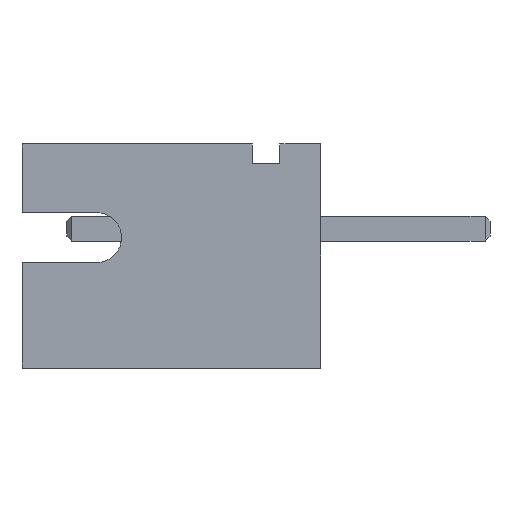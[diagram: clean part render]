
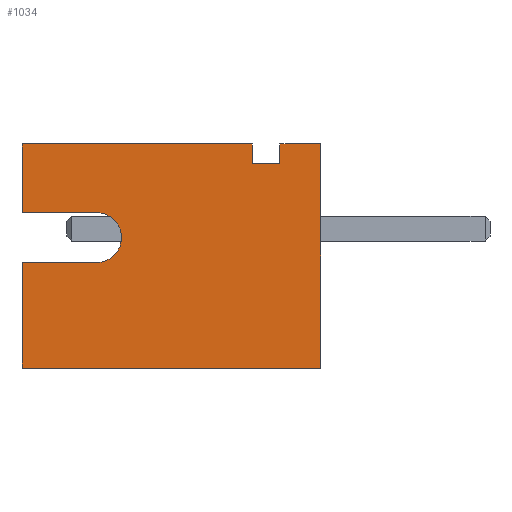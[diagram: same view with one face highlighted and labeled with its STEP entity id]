
A CAD part, left-side view. The second image highlights one B-rep face of the part: STEP entity #1034.
In plain terms, the highlighted planar face has unit normal (-1, 0, 0).
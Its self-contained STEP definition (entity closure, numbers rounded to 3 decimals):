
#5 = AXIS2_PLACEMENT_3D ( 'NONE', #4310, #5240, #3448 ) ;
#116 = CARTESIAN_POINT ( 'NONE',  ( -1.95, 6., 1.7 ) ) ;
#137 = EDGE_CURVE ( 'NONE', #1266, #5280, #1441, .T. ) ;
#177 = EDGE_CURVE ( 'NONE', #5095, #1407, #3492, .T. ) ;
#232 = LINE ( 'NONE', #268, #2719 ) ;
#268 = CARTESIAN_POINT ( 'NONE',  ( -1.95, 1.38, 1.3 ) ) ;
#407 = EDGE_CURVE ( 'NONE', #4929, #1266, #3948, .T. ) ;
#465 = ORIENTED_EDGE ( 'NONE', *, *, #2676, .F. ) ;
#630 = VERTEX_POINT ( 'NONE', #5001 ) ;
#646 = ORIENTED_EDGE ( 'NONE', *, *, #177, .T. ) ;
#667 = LINE ( 'NONE', #4082, #1112 ) ;
#725 = ORIENTED_EDGE ( 'NONE', *, *, #1173, .F. ) ;
#825 = AXIS2_PLACEMENT_3D ( 'NONE', #3785, #1243, #3098 ) ;
#832 = EDGE_CURVE ( 'NONE', #1036, #630, #5003, .T. ) ;
#890 = VECTOR ( 'NONE', #4921, 1000. ) ;
#1034 = ADVANCED_FACE ( 'NONE', ( #3798 ), #1618, .F. ) ;
#1036 = VERTEX_POINT ( 'NONE', #3039 ) ;
#1084 = EDGE_CURVE ( 'NONE', #2402, #1569, #3877, .T. ) ;
#1111 = CARTESIAN_POINT ( 'NONE',  ( -1.95, 0., -2.8 ) ) ;
#1112 = VECTOR ( 'NONE', #2025, 1000. ) ;
#1173 = EDGE_CURVE ( 'NONE', #5095, #1036, #232, .T. ) ;
#1178 = CARTESIAN_POINT ( 'NONE',  ( -1.95, 6., -0.68 ) ) ;
#1243 = DIRECTION ( 'NONE',  ( 1., 0., 0. ) ) ;
#1266 = VERTEX_POINT ( 'NONE', #4642 ) ;
#1291 = ORIENTED_EDGE ( 'NONE', *, *, #2812, .T. ) ;
#1294 = CARTESIAN_POINT ( 'NONE',  ( -1.95, 1.38, 1.3 ) ) ;
#1360 = CARTESIAN_POINT ( 'NONE',  ( -1.95, 6., -0.68 ) ) ;
#1405 = CARTESIAN_POINT ( 'NONE',  ( -1.95, 6., 0.32 ) ) ;
#1407 = VERTEX_POINT ( 'NONE', #1990 ) ;
#1441 = LINE ( 'NONE', #2330, #890 ) ;
#1466 = VECTOR ( 'NONE', #2296, 1000. ) ;
#1537 = VECTOR ( 'NONE', #5224, 1000. ) ;
#1569 = VERTEX_POINT ( 'NONE', #1360 ) ;
#1618 = PLANE ( 'NONE',  #825 ) ;
#1684 = VECTOR ( 'NONE', #2810, 1000. ) ;
#1695 = CARTESIAN_POINT ( 'NONE',  ( -1.95, 4.5, -0.68 ) ) ;
#1825 = ORIENTED_EDGE ( 'NONE', *, *, #2591, .F. ) ;
#1847 = ORIENTED_EDGE ( 'NONE', *, *, #832, .F. ) ;
#1990 = CARTESIAN_POINT ( 'NONE',  ( -1.95, 1.38, 1.7 ) ) ;
#2025 = DIRECTION ( 'NONE',  ( 0., -1., 0. ) ) ;
#2160 = CARTESIAN_POINT ( 'NONE',  ( -1.95, 0., 1.7 ) ) ;
#2296 = DIRECTION ( 'NONE',  ( 0., 0., 1. ) ) ;
#2302 = VERTEX_POINT ( 'NONE', #116 ) ;
#2330 = CARTESIAN_POINT ( 'NONE',  ( -1.95, 6., 0.32 ) ) ;
#2402 = VERTEX_POINT ( 'NONE', #5406 ) ;
#2413 = VERTEX_POINT ( 'NONE', #1111 ) ;
#2456 = ORIENTED_EDGE ( 'NONE', *, *, #1084, .F. ) ;
#2470 = LINE ( 'NONE', #4176, #2586 ) ;
#2532 = VECTOR ( 'NONE', #4752, 1000. ) ;
#2559 = EDGE_LOOP ( 'NONE', ( #5555, #465, #2456, #5403, #1291, #2795, #1847, #725, #646, #1825, #5506, #3397 ) ) ;
#2586 = VECTOR ( 'NONE', #4209, 1000. ) ;
#2591 = EDGE_CURVE ( 'NONE', #2302, #1407, #3473, .T. ) ;
#2664 = VERTEX_POINT ( 'NONE', #2834 ) ;
#2676 = EDGE_CURVE ( 'NONE', #1569, #4929, #4587, .T. ) ;
#2719 = VECTOR ( 'NONE', #3658, 1000. ) ;
#2747 = DIRECTION ( 'NONE',  ( 0., -1., 0. ) ) ;
#2795 = ORIENTED_EDGE ( 'NONE', *, *, #5316, .F. ) ;
#2810 = DIRECTION ( 'NONE',  ( 0., -1., 0. ) ) ;
#2812 = EDGE_CURVE ( 'NONE', #2413, #2664, #3802, .T. ) ;
#2834 = CARTESIAN_POINT ( 'NONE',  ( -1.95, 0., 1.7 ) ) ;
#2978 = CARTESIAN_POINT ( 'NONE',  ( -1.95, 6., 1.7 ) ) ;
#3039 = CARTESIAN_POINT ( 'NONE',  ( -1.95, 0.82, 1.3 ) ) ;
#3098 = DIRECTION ( 'NONE',  ( 0., 0., -1. ) ) ;
#3150 = LINE ( 'NONE', #3605, #1466 ) ;
#3312 = DIRECTION ( 'NONE',  ( 0., 0., 1. ) ) ;
#3397 = ORIENTED_EDGE ( 'NONE', *, *, #137, .F. ) ;
#3448 = DIRECTION ( 'NONE',  ( 0., 0., 1. ) ) ;
#3473 = LINE ( 'NONE', #4025, #4914 ) ;
#3492 = LINE ( 'NONE', #1294, #1537 ) ;
#3556 = CARTESIAN_POINT ( 'NONE',  ( -1.95, 1.38, 1.3 ) ) ;
#3605 = CARTESIAN_POINT ( 'NONE',  ( -1.95, 6., 1.7 ) ) ;
#3658 = DIRECTION ( 'NONE',  ( 0., -1., 0. ) ) ;
#3670 = CARTESIAN_POINT ( 'NONE',  ( -1.95, 0.82, 1.3 ) ) ;
#3785 = CARTESIAN_POINT ( 'NONE',  ( -1.95, 6., 1.7 ) ) ;
#3798 = FACE_OUTER_BOUND ( 'NONE', #2559, .T. ) ;
#3802 = LINE ( 'NONE', #2160, #5102 ) ;
#3877 = LINE ( 'NONE', #2978, #2532 ) ;
#3948 = CIRCLE ( 'NONE', #5, 0.5 ) ;
#4025 = CARTESIAN_POINT ( 'NONE',  ( -1.95, 6., 1.7 ) ) ;
#4082 = CARTESIAN_POINT ( 'NONE',  ( -1.95, 6., 1.7 ) ) ;
#4165 = DIRECTION ( 'NONE',  ( 0., 0., 1. ) ) ;
#4176 = CARTESIAN_POINT ( 'NONE',  ( -1.95, 6., -2.8 ) ) ;
#4209 = DIRECTION ( 'NONE',  ( 0., -1., 0. ) ) ;
#4310 = CARTESIAN_POINT ( 'NONE',  ( -1.95, 4.5, -0.18 ) ) ;
#4587 = LINE ( 'NONE', #1178, #1684 ) ;
#4642 = CARTESIAN_POINT ( 'NONE',  ( -1.95, 4.5, 0.32 ) ) ;
#4752 = DIRECTION ( 'NONE',  ( 0., 0., 1. ) ) ;
#4770 = VECTOR ( 'NONE', #3312, 1000. ) ;
#4914 = VECTOR ( 'NONE', #2747, 1000. ) ;
#4918 = EDGE_CURVE ( 'NONE', #2402, #2413, #2470, .T. ) ;
#4921 = DIRECTION ( 'NONE',  ( 0., 1., 0. ) ) ;
#4929 = VERTEX_POINT ( 'NONE', #1695 ) ;
#5001 = CARTESIAN_POINT ( 'NONE',  ( -1.95, 0.82, 1.7 ) ) ;
#5003 = LINE ( 'NONE', #3670, #4770 ) ;
#5095 = VERTEX_POINT ( 'NONE', #3556 ) ;
#5102 = VECTOR ( 'NONE', #4165, 1000. ) ;
#5224 = DIRECTION ( 'NONE',  ( 0., 0., 1. ) ) ;
#5240 = DIRECTION ( 'NONE',  ( -1., 0., 0. ) ) ;
#5256 = EDGE_CURVE ( 'NONE', #5280, #2302, #3150, .T. ) ;
#5280 = VERTEX_POINT ( 'NONE', #1405 ) ;
#5316 = EDGE_CURVE ( 'NONE', #630, #2664, #667, .T. ) ;
#5403 = ORIENTED_EDGE ( 'NONE', *, *, #4918, .T. ) ;
#5406 = CARTESIAN_POINT ( 'NONE',  ( -1.95, 6., -2.8 ) ) ;
#5506 = ORIENTED_EDGE ( 'NONE', *, *, #5256, .F. ) ;
#5555 = ORIENTED_EDGE ( 'NONE', *, *, #407, .F. ) ;
